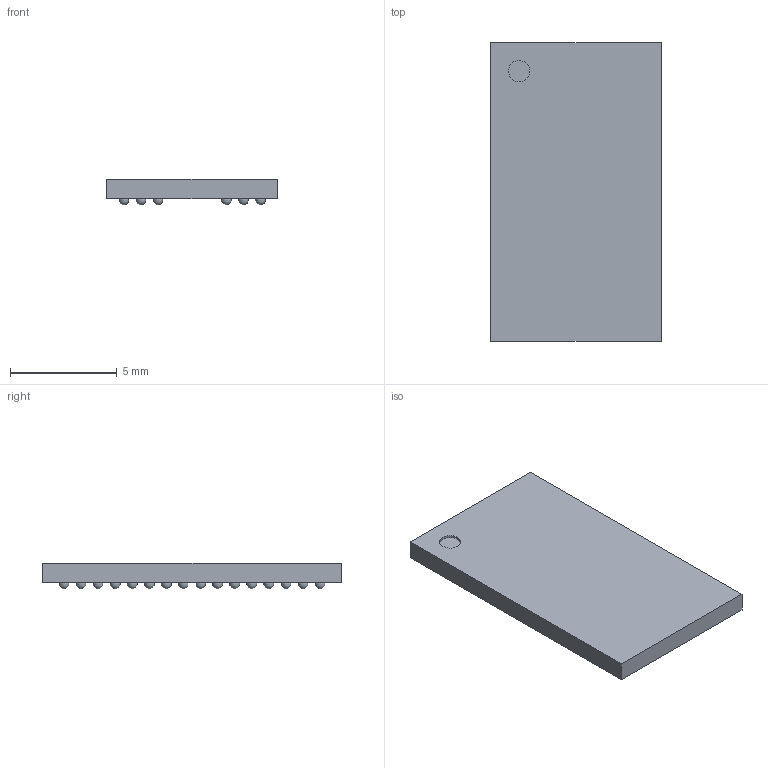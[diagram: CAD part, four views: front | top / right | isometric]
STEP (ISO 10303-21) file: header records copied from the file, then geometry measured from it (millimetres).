
FILE_DESCRIPTION(('Open CASCADE Model'),'2;1');
FILE_NAME('Open CASCADE Shape Model','2016-06-20T17:00:47',('Author'),( 'Open CASCADE'),'Open CASCADE STEP processor 6.8','Open CASCADE 6.8' ,'Unknown');
FILE_SCHEMA(('AUTOMOTIVE_DESIGN_CC2 { 1 2 10303 214 -1 1 5 4 }'));
Length unit declared in the file: millimetre
Products named in the file (5): BGA96C80P9X16_800X1400X120.step; Open CASCADE STEP translator 6.8 2.1; Body; Open CASCADE STEP translator 6.8 2.2.1; ball
Assembly tree (99 placements, depth 3):
  BGA96C80P9X16_800X1400X120.step
    Open CASCADE STEP translator 6.8 2.1
    Body
      Open CASCADE STEP translator 6.8 2.2.1
    ball  x96
Bounding box: 8 x 14 x 1.2 mm (x, y, z)
Volume: 107.1 mm3; surface area: 331.8 mm2
Topology: 97 solids, 98 shells, 105 faces, 304 edges, 203 vertices
Faces by surface type: sphere 96, plane 8, cylinder 1
Full cylindrical faces by diameter (mm): 1 x1
Entity records: 1312 total; most frequent: DIRECTION 269, CARTESIAN_POINT 175, AXIS2_PLACEMENT_3D 113, PRODUCT_DEFINITION_SHAPE 104, CONTEXT_DEPENDENT_SHAPE_REPRESENTATION 99, ITEM_DEFINED_TRANSFORMATION 99, NEXT_ASSEMBLY_USAGE_OCCURRENCE 99, LINE 41
